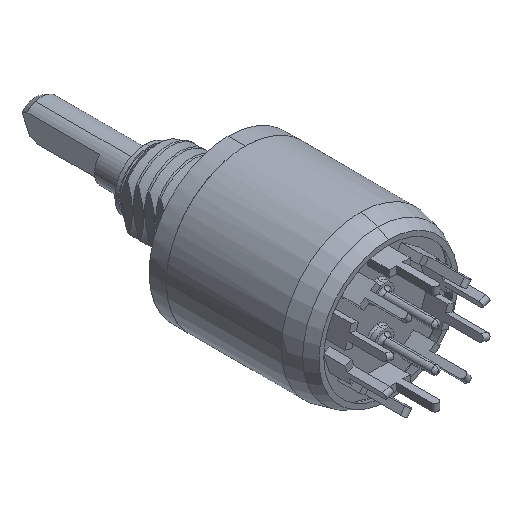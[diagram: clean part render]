
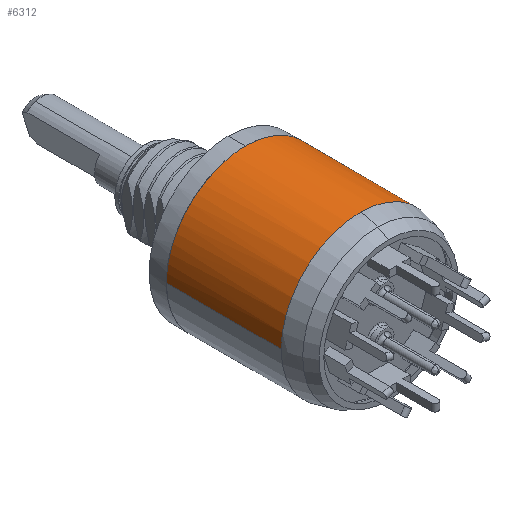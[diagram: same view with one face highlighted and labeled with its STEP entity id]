
A CAD part, isometric view. The second image highlights one B-rep face of the part: STEP entity #6312.
In plain terms, the highlighted cylindrical face has radius 6.35 mm (diameter 12.7 mm), a partial arc.
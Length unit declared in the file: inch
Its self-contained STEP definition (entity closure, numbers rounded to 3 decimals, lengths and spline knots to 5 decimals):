
#1007=CARTESIAN_POINT('',(0.,-0.325,0.));
#1008=DIRECTION('',(0.,-1.,0.));
#1009=DIRECTION('',(0.,0.,1.));
#1010=AXIS2_PLACEMENT_3D('',#1007,#1008,#1009);
#1012=CARTESIAN_POINT('',(0.,0.038,0.));
#1013=DIRECTION('',(0.,-1.,0.));
#1014=DIRECTION('',(0.993,0.,0.12));
#1015=AXIS2_PLACEMENT_3D('',#1012,#1013,#1014);
#1017=CARTESIAN_POINT('',(0.,-0.325,0.));
#1018=DIRECTION('',(0.,-1.,0.));
#1019=DIRECTION('',(1.,0.,0.));
#1020=AXIS2_PLACEMENT_3D('',#1017,#1018,#1019);
#1032=DIRECTION('',(0.,1.,0.));
#1033=VECTOR('',#1032,0.333);
#1034=CARTESIAN_POINT('',(0.25,-0.325,0.));
#1035=LINE('',#1034,#1033);
#1041=DIRECTION('',(0.,1.,0.));
#1042=VECTOR('',#1041,0.363);
#1043=CARTESIAN_POINT('',(-0.25,-0.325,0.));
#1044=LINE('',#1043,#1042);
#1100=CARTESIAN_POINT('',(0.25,0.008,0.));
#1101=CARTESIAN_POINT('',(0.25,0.01802,0.01002));
#1102=CARTESIAN_POINT('',(0.2494,0.02802,
0.02002));
#1103=CARTESIAN_POINT('',(0.24819,0.038,0.03));
#4372=CARTESIAN_POINT('',(0.24819,0.038,0.03));
#4373=CARTESIAN_POINT('',(-0.25,0.038,0.));
#4374=VERTEX_POINT('',#4372);
#4375=VERTEX_POINT('',#4373);
#4528=CARTESIAN_POINT('',(0.25,0.008,0.));
#4529=VERTEX_POINT('',#4528);
#4546=CARTESIAN_POINT('',(0.,-0.325,0.25));
#4547=CARTESIAN_POINT('',(-0.25,-0.325,0.));
#4548=VERTEX_POINT('',#4546);
#4549=VERTEX_POINT('',#4547);
#4550=CARTESIAN_POINT('',(0.25,-0.325,0.));
#4551=VERTEX_POINT('',#4550);
#6294=CARTESIAN_POINT('',(0.,0.36725,0.));
#6295=DIRECTION('',(0.,-1.,0.));
#6296=DIRECTION('',(-1.,0.,0.));
#6297=AXIS2_PLACEMENT_3D('',#6294,#6295,#6296);
#6298=CYLINDRICAL_SURFACE('',#6297,0.25);
#6299=ORIENTED_EDGE('',*,*,#6275,.T.);
#6301=ORIENTED_EDGE('',*,*,#6300,.T.);
#6303=ORIENTED_EDGE('',*,*,#6302,.F.);
#6305=ORIENTED_EDGE('',*,*,#6304,.F.);
#6307=ORIENTED_EDGE('',*,*,#6306,.F.);
#6309=ORIENTED_EDGE('',*,*,#6308,.T.);
#6310=EDGE_LOOP('',(#6299,#6301,#6303,#6305,#6307,#6309));
#6311=FACE_OUTER_BOUND('',#6310,.F.);
#6312=ADVANCED_FACE('',(#6311),#6298,.T.);
#1011=CIRCLE('',#1010,0.25);
#1016=CIRCLE('',#1015,0.25);
#1021=CIRCLE('',#1020,0.25);
#1104=B_SPLINE_CURVE_WITH_KNOTS('',3,(#1100,#1101,#1102,#1103),.UNSPECIFIED.,
.F.,.F.,(4,4),(0.,1.),.UNSPECIFIED.);
#6275=EDGE_CURVE('',#4548,#4549,#1011,.T.);
#6300=EDGE_CURVE('',#4549,#4375,#1044,.T.);
#6302=EDGE_CURVE('',#4374,#4375,#1016,.T.);
#6304=EDGE_CURVE('',#4529,#4374,#1104,.T.);
#6306=EDGE_CURVE('',#4551,#4529,#1035,.T.);
#6308=EDGE_CURVE('',#4551,#4548,#1021,.T.);
